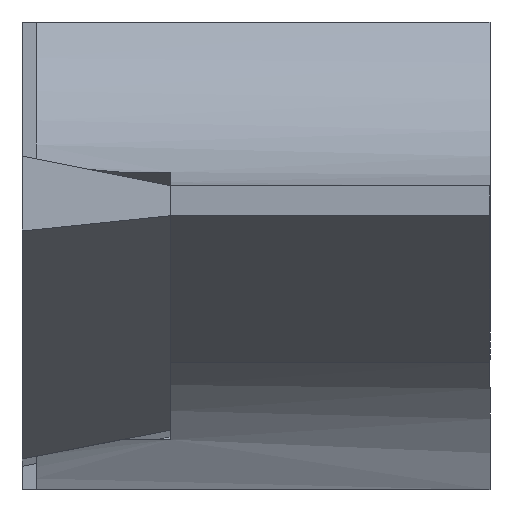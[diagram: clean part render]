
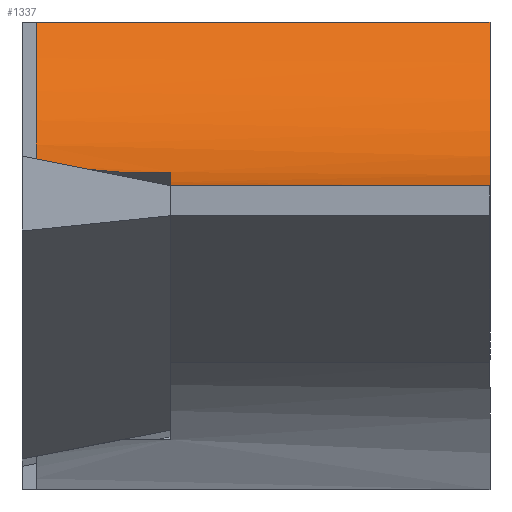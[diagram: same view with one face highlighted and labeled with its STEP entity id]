
A CAD part, left-side view. The second image highlights one B-rep face of the part: STEP entity #1337.
In plain terms, the highlighted cylindrical face has radius 6 mm (diameter 12 mm), a partial arc.
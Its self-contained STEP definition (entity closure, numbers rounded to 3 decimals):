
#88 = LINE ( 'NONE', #103, #2135 ) ;
#103 = CARTESIAN_POINT ( 'NONE',  ( -88.165, 126.244, 0. ) ) ;
#105 = CARTESIAN_POINT ( 'NONE',  ( -91.538, 126.244, -3.208 ) ) ;
#156 = VECTOR ( 'NONE', #489, 1000. ) ;
#250 = EDGE_CURVE ( 'NONE', #759, #889, #1236, .T. ) ;
#262 = AXIS2_PLACEMENT_3D ( 'NONE', #2202, #1028, #2402 ) ;
#263 = ORIENTED_EDGE ( 'NONE', *, *, #250, .T. ) ;
#270 = CARTESIAN_POINT ( 'NONE',  ( -91.161, -0.3, -3.05 ) ) ;
#289 = ORIENTED_EDGE ( 'NONE', *, *, #1893, .F. ) ;
#337 = LINE ( 'NONE', #105, #1860 ) ;
#358 = DIRECTION ( 'NONE',  ( 0., 1., 0. ) ) ;
#426 = CIRCLE ( 'NONE', #1413, 6. ) ;
#489 = DIRECTION ( 'NONE',  ( 0., -1., 0. ) ) ;
#492 = EDGE_LOOP ( 'NONE', ( #1664, #263, #1416, #697, #1385, #289, #2061 ) ) ;
#543 = CARTESIAN_POINT ( 'NONE',  ( -91.411, -1.512, -3.16 ) ) ;
#581 = CARTESIAN_POINT ( 'NONE',  ( -88.165, -0.3, 0. ) ) ;
#587 = CARTESIAN_POINT ( 'NONE',  ( -91.538, -3.18, -3.208 ) ) ;
#658 = EDGE_CURVE ( 'NONE', #1011, #759, #1520, .T. ) ;
#697 = ORIENTED_EDGE ( 'NONE', *, *, #2421, .T. ) ;
#759 = VERTEX_POINT ( 'NONE', #1375 ) ;
#809 = CARTESIAN_POINT ( 'NONE',  ( -91.538, -2.099, -3.208 ) ) ;
#889 = VERTEX_POINT ( 'NONE', #971 ) ;
#971 = CARTESIAN_POINT ( 'NONE',  ( -93.662, -10., -3.597 ) ) ;
#1004 = VERTEX_POINT ( 'NONE', #581 ) ;
#1011 = VERTEX_POINT ( 'NONE', #587 ) ;
#1028 = DIRECTION ( 'NONE',  ( 0., -1., 0. ) ) ;
#1114 =( BOUNDED_CURVE ( )  B_SPLINE_CURVE ( 3, ( #1934, #543, #1735, #2134 ),
 .UNSPECIFIED., .F., .T. ) 
 B_SPLINE_CURVE_WITH_KNOTS ( ( 4, 4 ),
 ( 0.99, 1.058 ),
 .UNSPECIFIED. ) 
 CURVE ( )  GEOMETRIC_REPRESENTATION_ITEM ( )  RATIONAL_B_SPLINE_CURVE ( ( 1., 1., 1., 1. ) ) 
 REPRESENTATION_ITEM ( '' )  );
#1118 = DIRECTION ( 'NONE',  ( 0., -1., 0. ) ) ;
#1236 = LINE ( 'NONE', #2559, #156 ) ;
#1337 = ADVANCED_FACE ( 'NONE', ( #1800 ), #2142, .F. ) ;
#1375 = CARTESIAN_POINT ( 'NONE',  ( -93.662, -3.18, -3.597 ) ) ;
#1385 = ORIENTED_EDGE ( 'NONE', *, *, #2155, .F. ) ;
#1399 = DIRECTION ( 'NONE',  ( 0., 0., -1. ) ) ;
#1413 = AXIS2_PLACEMENT_3D ( 'NONE', #1545, #358, #1752 ) ;
#1416 = ORIENTED_EDGE ( 'NONE', *, *, #2536, .F. ) ;
#1493 = DIRECTION ( 'NONE',  ( 0., 1., 0. ) ) ;
#1520 = CIRCLE ( 'NONE', #1880, 6. ) ;
#1545 = CARTESIAN_POINT ( 'NONE',  ( -93.662, -10., 2.403 ) ) ;
#1566 = DIRECTION ( 'NONE',  ( 0., 0., -1. ) ) ;
#1572 = DIRECTION ( 'NONE',  ( 0., 1., 0. ) ) ;
#1581 = CARTESIAN_POINT ( 'NONE',  ( -93.662, -3.18, 2.403 ) ) ;
#1664 = ORIENTED_EDGE ( 'NONE', *, *, #658, .T. ) ;
#1735 = CARTESIAN_POINT ( 'NONE',  ( -91.285, -0.912, -3.107 ) ) ;
#1752 = DIRECTION ( 'NONE',  ( 0., 0., 1. ) ) ;
#1757 = EDGE_CURVE ( 'NONE', #2117, #1011, #337, .T. ) ;
#1800 = FACE_OUTER_BOUND ( 'NONE', #492, .T. ) ;
#1860 = VECTOR ( 'NONE', #1118, 1000. ) ;
#1880 = AXIS2_PLACEMENT_3D ( 'NONE', #1581, #1572, #1566 ) ;
#1893 = EDGE_CURVE ( 'NONE', #2117, #2274, #1114, .T. ) ;
#1932 = VERTEX_POINT ( 'NONE', #2336 ) ;
#1934 = CARTESIAN_POINT ( 'NONE',  ( -91.538, -2.099, -3.208 ) ) ;
#2061 = ORIENTED_EDGE ( 'NONE', *, *, #1757, .T. ) ;
#2117 = VERTEX_POINT ( 'NONE', #809 ) ;
#2128 = AXIS2_PLACEMENT_3D ( 'NONE', #2367, #2552, #1399 ) ;
#2134 = CARTESIAN_POINT ( 'NONE',  ( -91.161, -0.3, -3.05 ) ) ;
#2135 = VECTOR ( 'NONE', #1493, 1000. ) ;
#2142 = CYLINDRICAL_SURFACE ( 'NONE', #2128, 6. ) ;
#2155 = EDGE_CURVE ( 'NONE', #2274, #1004, #2170, .T. ) ;
#2170 = CIRCLE ( 'NONE', #262, 6. ) ;
#2202 = CARTESIAN_POINT ( 'NONE',  ( -93.662, -0.3, 2.403 ) ) ;
#2274 = VERTEX_POINT ( 'NONE', #270 ) ;
#2336 = CARTESIAN_POINT ( 'NONE',  ( -88.165, -10., 0. ) ) ;
#2367 = CARTESIAN_POINT ( 'NONE',  ( -93.662, 126.244, 2.403 ) ) ;
#2402 = DIRECTION ( 'NONE',  ( 0., 0., 1. ) ) ;
#2421 = EDGE_CURVE ( 'NONE', #1932, #1004, #88, .T. ) ;
#2536 = EDGE_CURVE ( 'NONE', #1932, #889, #426, .T. ) ;
#2552 = DIRECTION ( 'NONE',  ( 0., -1., 0. ) ) ;
#2559 = CARTESIAN_POINT ( 'NONE',  ( -93.662, 126.244, -3.597 ) ) ;
